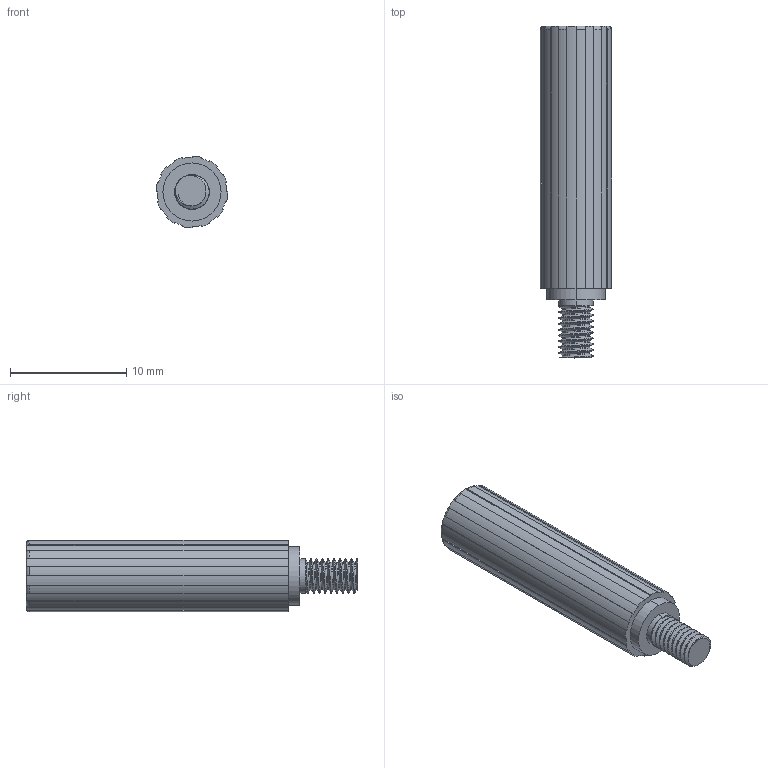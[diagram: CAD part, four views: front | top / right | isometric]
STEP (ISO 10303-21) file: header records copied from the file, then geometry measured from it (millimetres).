
FILE_DESCRIPTION (( 'STEP AP203' ), '1' );
FILE_NAME ('MRK 6 TEST KLEMENS KOVAN 1280.STEP', '2020-03-19T06:11:40', ( '' ), ( '' ), 'SwSTEP 2.0', 'SolidWorks 2011', '' );
FILE_SCHEMA (( 'CONFIG_CONTROL_DESIGN' ));
Length unit declared in the file: millimetre
Products named in the file (1): MRK 6 TEST KLEMENS KOVAN 1280
Bounding box: 6.2 x 28.6 x 6.2 mm (x, y, z)
Volume: 675.9 mm3; surface area: 662.7 mm2
Topology: 1 solids, 3 shells, 100 faces, 261 edges, 171 vertices
Faces by surface type: cylinder 61, plane 30, torus 6, bspline 3
Entity records: 4486 total; most frequent: CARTESIAN_POINT 2018, ORIENTED_EDGE 522, DIRECTION 500, EDGE_CURVE 261, AXIS2_PLACEMENT_3D 198, VERTEX_POINT 171, LINE 104, VECTOR 104
